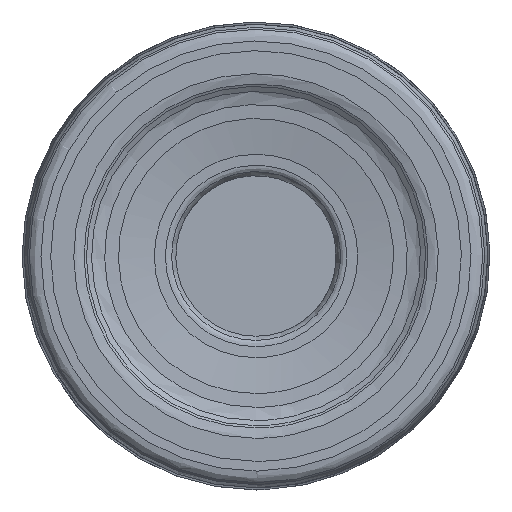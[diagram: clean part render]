
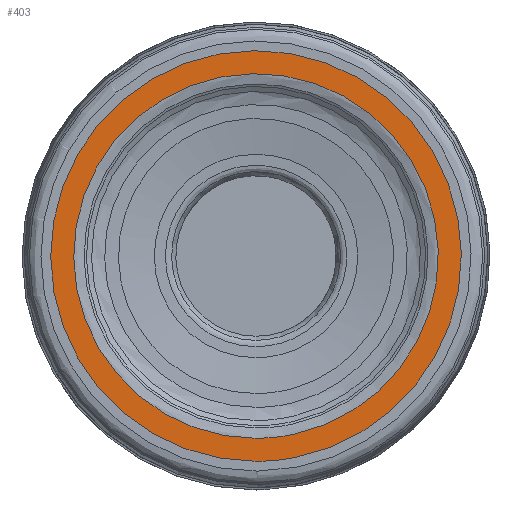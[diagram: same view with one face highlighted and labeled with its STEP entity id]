
A CAD part, left-side view. The second image highlights one B-rep face of the part: STEP entity #403.
In plain terms, the highlighted face is a revolution surface.
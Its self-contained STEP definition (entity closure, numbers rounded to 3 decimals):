
#62=SURFACE_OF_REVOLUTION('',#140,#101);
#101=AXIS1_PLACEMENT('',#1771,#1250);
#140=B_SPLINE_CURVE_WITH_KNOTS('',3,(#1758,#1759,#1760,#1761,#1762,#1763,
#1764,#1765,#1766,#1767,#1768,#1769,#1770),.UNSPECIFIED.,.F.,.F.,(4,3,3,
3,4),(0.,0.169,0.446,0.723,1.),
 .UNSPECIFIED.);
#403=ADVANCED_FACE('',(#528,#529),#62,.T.);
#528=FACE_BOUND('',#650,.T.);
#529=FACE_BOUND('',#651,.T.);
#650=EDGE_LOOP('',(#772));
#651=EDGE_LOOP('',(#773));
#772=ORIENTED_EDGE('',*,*,#858,.F.);
#773=ORIENTED_EDGE('',*,*,#895,.T.);
#797=VERTEX_POINT('',#1322);
#834=VERTEX_POINT('',#1752);
#858=EDGE_CURVE('',#797,#797,#919,.T.);
#895=EDGE_CURVE('',#834,#834,#956,.T.);
#919=CIRCLE('',#1004,8.856);
#956=CIRCLE('',#1041,7.864);
#1004=AXIS2_PLACEMENT_3D('',#1321,#1136,#1137);
#1041=AXIS2_PLACEMENT_3D('',#1751,#1247,#1248);
#1136=DIRECTION('',(1.,0.,0.));
#1137=DIRECTION('',(0.,0.,-1.));
#1247=DIRECTION('',(1.,0.,0.));
#1248=DIRECTION('',(0.,0.,-1.));
#1250=DIRECTION('',(1.,0.,0.));
#1321=CARTESIAN_POINT('',(0.001,0.,0.));
#1322=CARTESIAN_POINT('',(0.001,0.,-8.856));
#1751=CARTESIAN_POINT('',(0.002,0.,0.));
#1752=CARTESIAN_POINT('',(0.002,0.,-7.864));
#1758=CARTESIAN_POINT('',(0.002,-7.853,0.415));
#1759=CARTESIAN_POINT('',(0.002,-7.909,0.405));
#1760=CARTESIAN_POINT('',(0.002,-7.966,0.395));
#1761=CARTESIAN_POINT('',(0.001,-8.022,0.385));
#1762=CARTESIAN_POINT('',(0.001,-8.114,0.369));
#1763=CARTESIAN_POINT('',(0.001,-8.206,0.353));
#1764=CARTESIAN_POINT('',(0.001,-8.299,0.337));
#1765=CARTESIAN_POINT('',(0.001,-8.391,0.32));
#1766=CARTESIAN_POINT('',(0.,-8.483,0.304));
#1767=CARTESIAN_POINT('',(0.001,-8.576,0.288));
#1768=CARTESIAN_POINT('',(0.001,-8.668,0.272));
#1769=CARTESIAN_POINT('',(0.001,-8.76,0.255));
#1770=CARTESIAN_POINT('',(0.001,-8.852,0.239));
#1771=CARTESIAN_POINT('',(0.,0.,0.));
